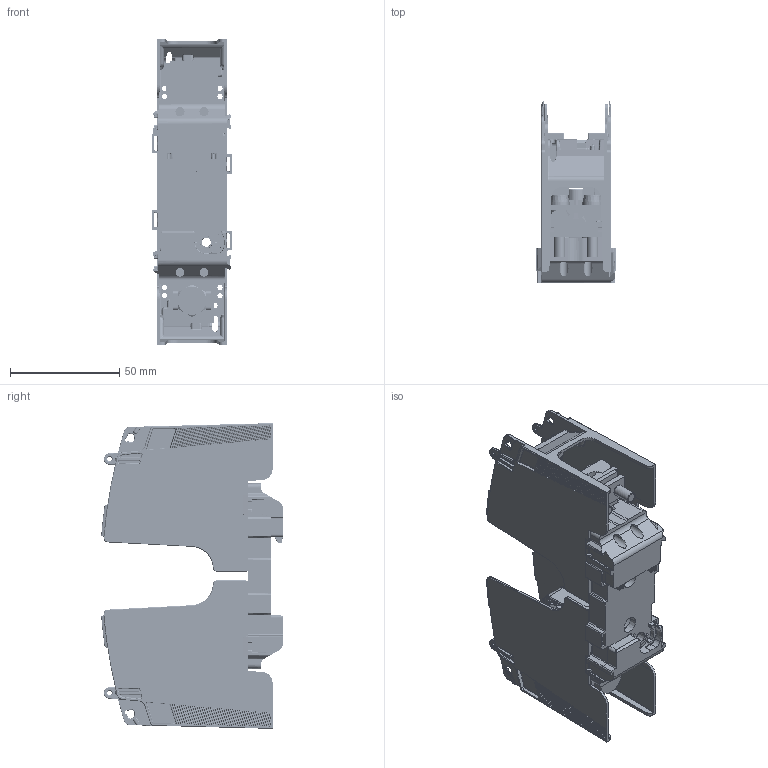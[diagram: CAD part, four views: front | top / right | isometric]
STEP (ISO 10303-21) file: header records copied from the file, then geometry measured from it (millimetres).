
FILE_DESCRIPTION((''),'2;1');
FILE_NAME('004121300_PT00_M8-M8_1P_ASM','2023-10-24T14:50:08',('klemen.sitar'),('Audax d.o.o.'),'CREO PARAMETRIC BY PTC INC, 2021304','CREO PARAMETRIC BY PTC INC, 2021304','');
FILE_SCHEMA(('AP242_MANAGED_MODEL_BASED_3D_ENGINEERING_MIM_LF { 1 0 10303 442 1 1 4 }'));
Products named in the file (28): PRT0002; ASM9802_ASM_1_ASM; 004129020_PZP_PT_00-1_ASM; PLASTIC_ASM; BASE_V2_1_1_2_1_1_1_1_2_3_4_5; ETI_LOGO_9_9X5_78MM_1_1_2_3_4_4; ETI_LOGO_9_9X5_78MM_1_1_2_3_4_6; ETI_LOGO_9_9X5_78MM_1_1_2_3_4_7; ETI_LOGO_9_9X5_78MM_1_1_2_3_4_5_ASM; 0000046567_1_1_1_1_2; 0000046566_1_1_1_1_2; 0000046581_1_1_1_1_2; 0000046569_1_1_1_1_2; 0000046519_1_1_2_1_1_1_2; 0000046559_1_1_2_3_4_1_1_1_2; 0000031008_AF1_1_1_2_3_4_1_1__2; 0000046520_1_1_1_1_1_1_1_1; 0000046559_1_1_1_1_1_1_1_1; 0000031029_1_1_1_1_1_1_1_1; 0000031031_1_1_1_1_1_1_1_1; 0000031032_1_1_1_1_1_1_1_1; 0000031030_1_1_1_1_1_1_1_1; 0000031008_AF1_1_1_1_1_1_1_1_1; 003_004121305_ASM_1_ASM_1_ASM; 004121303_PT00_M8-P00_1P_ASM_1_ASM; 004121300_PT00_M8-M8_1P_ASM_1_3_ASM; ASM0004_ASM; 004121300_PT00_M8-M8_1P_ASM
Assembly tree (34 placements, depth 6):
  004121300_PT00_M8-M8_1P_ASM
    PLASTIC_ASM
      PRT0002  x2
      004129020_PZP_PT_00-1_ASM
        ASM9802_ASM_1_ASM
    ASM0004_ASM
      004121300_PT00_M8-M8_1P_ASM_1_3_ASM
        BASE_V2_1_1_2_1_1_1_1_2_3_4_5
        ETI_LOGO_9_9X5_78MM_1_1_2_3_4_5_ASM
          ETI_LOGO_9_9X5_78MM_1_1_2_3_4_4
          ETI_LOGO_9_9X5_78MM_1_1_2_3_4_6
          ETI_LOGO_9_9X5_78MM_1_1_2_3_4_7
        004121303_PT00_M8-P00_1P_ASM_1_ASM
          003_004121305_ASM_1_ASM_1_ASM
            0000046567_1_1_1_1_2  x2
            0000046566_1_1_1_1_2
            0000046581_1_1_1_1_2  x2
            0000046569_1_1_1_1_2  x2
            0000046519_1_1_2_1_1_1_2
            0000046559_1_1_2_3_4_1_1_1_2  x3
            0000031008_AF1_1_1_2_3_4_1_1__2
            0000046520_1_1_1_1_1_1_1_1
            0000046559_1_1_1_1_1_1_1_1  x2
            0000031029_1_1_1_1_1_1_1_1
            0000031031_1_1_1_1_1_1_1_1
            0000031032_1_1_1_1_1_1_1_1
            0000031030_1_1_1_1_1_1_1_1
            0000031008_AF1_1_1_1_1_1_1_1_1
Bounding box: 37 x 83.14 x 139.97 mm (x, y, z)
Volume: 47180.9 mm3; surface area: 83315.4 mm2
Topology: 24 solids, 55 shells, 5801 faces, 15058 edges, 9174 vertices
Faces by surface type: cylinder 2009, plane 1938, bspline 932, torus 465, cone 306, sphere 124, extrusion 26, revolution 1
Entity records: 192327 total; most frequent: CARTESIAN_POINT 62030, ORIENTED_EDGE 19010, DIRECTION 15639, EDGE_CURVE 9526, PRESENTATION_STYLE_ASSIGNMENT 9390, STYLED_ITEM 9390, CURVE_STYLE 5964, VERTEX_POINT 5887
